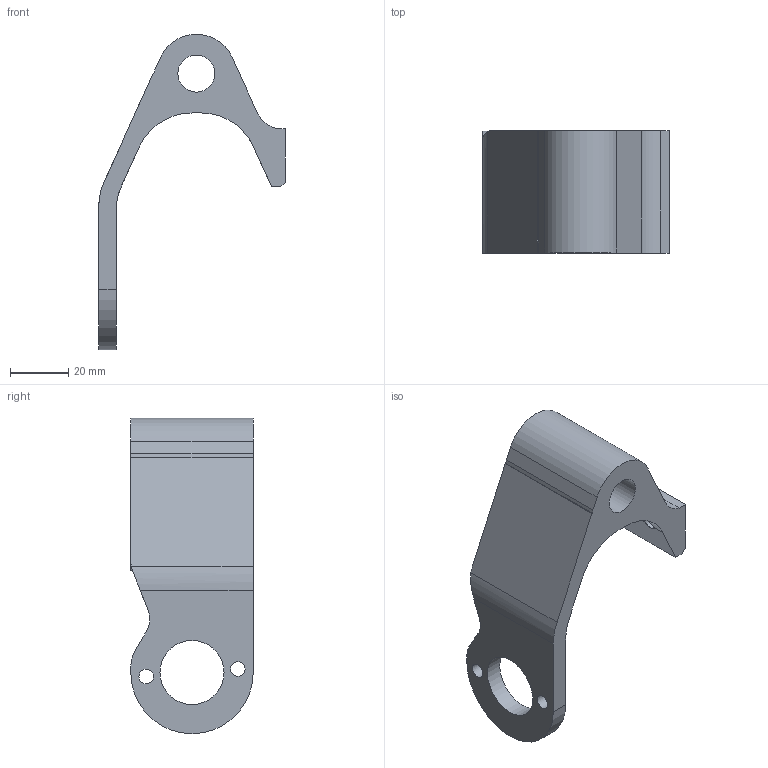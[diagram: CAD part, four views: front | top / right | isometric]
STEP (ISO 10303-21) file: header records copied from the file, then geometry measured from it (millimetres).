
FILE_DESCRIPTION(/* description */ ('','CAx-IF Rec.Pracs.---Representation and Presentation of Product Manufacturing Information (PMI)---4.0---2014-10-13'),/* implementation_level */ '2;1');
FILE_NAME(/* name */ 'pivotArm_main.step',/* time_stamp */ '2025-04-02T11:33:13-07:00',/* author */ (''),/* organization */ (''),/* preprocessor_version */ 'ST-DEVELOPER v20',/* originating_system */ 'Autodesk Translation Framework v13.20.0.188',/* authorisation */ '');
FILE_SCHEMA (('AP242_MANAGED_MODEL_BASED_3D_ENGINEERING_MIM_LF { 1 0 10303 442 1 1 4 }'));
Length unit declared in the file: millimetre
Products named in the file (1): pivotArm_main
Bounding box: 64 x 42 x 108.25 mm (x, y, z)
Volume: 55114.8 mm3; surface area: 18075 mm2
Topology: 1 solids, 1 shells, 40 faces, 131 edges, 88 vertices
Faces by surface type: plane 21, cylinder 19
Full cylindrical faces by diameter (mm): 4.234 x5, 5 x2, 12.7 x1, 22 x1
Entity records: 1678 total; most frequent: CARTESIAN_POINT 456, ORIENTED_EDGE 262, DIRECTION 233, EDGE_CURVE 131, VERTEX_POINT 88, AXIS2_PLACEMENT_3D 79, LINE 75, VECTOR 75
